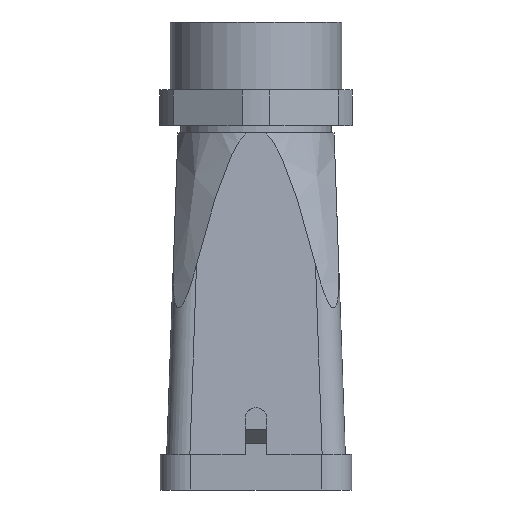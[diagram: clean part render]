
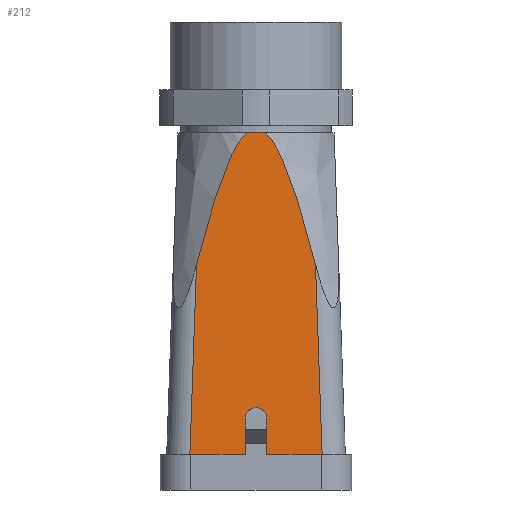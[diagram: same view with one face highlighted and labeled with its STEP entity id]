
A CAD part, front view. The second image highlights one B-rep face of the part: STEP entity #212.
In plain terms, the highlighted planar face has unit normal (0, -0.999, 0.035).
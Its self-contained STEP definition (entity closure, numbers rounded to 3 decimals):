
#212 = ADVANCED_FACE( '', ( #512 ), #513, .T. );
#512 = FACE_OUTER_BOUND( '', #915, .T. );
#513 = PLANE( '', #916 );
#915 = EDGE_LOOP( '', ( #1483, #1484, #1485, #1486, #1487, #1488, #1489, #1490, #1491, #1492 ) );
#916 = AXIS2_PLACEMENT_3D( '', #1493, #1494, #1495 );
#1483 = ORIENTED_EDGE( '', *, *, #2575, .F. );
#1484 = ORIENTED_EDGE( '', *, *, #2530, .T. );
#1485 = ORIENTED_EDGE( '', *, *, #2585, .T. );
#1486 = ORIENTED_EDGE( '', *, *, #2586, .F. );
#1487 = ORIENTED_EDGE( '', *, *, #2587, .F. );
#1488 = ORIENTED_EDGE( '', *, *, #2463, .F. );
#1489 = ORIENTED_EDGE( '', *, *, #2588, .T. );
#1490 = ORIENTED_EDGE( '', *, *, #2589, .T. );
#1491 = ORIENTED_EDGE( '', *, *, #2590, .F. );
#1492 = ORIENTED_EDGE( '', *, *, #2568, .F. );
#1493 = CARTESIAN_POINT( '', ( 0., -12.5, 5. ) );
#1494 = DIRECTION( '', ( 0., -0.999, 0.035 ) );
#1495 = DIRECTION( '', ( 0., -0.035, -0.999 ) );
#2463 = EDGE_CURVE( '', #2931, #2933, #2934, .T. );
#2530 = EDGE_CURVE( '', #3049, #3050, #3051, .F. );
#2568 = EDGE_CURVE( '', #3113, #3115, #3116, .T. );
#2575 = EDGE_CURVE( '', #3049, #3113, #3125, .T. );
#2585 = EDGE_CURVE( '', #3050, #3139, #3140, .T. );
#2586 = EDGE_CURVE( '', #3141, #3139, #3142, .T. );
#2587 = EDGE_CURVE( '', #2933, #3141, #3143, .F. );
#2588 = EDGE_CURVE( '', #2931, #3144, #3145, .F. );
#2589 = EDGE_CURVE( '', #3144, #3146, #3147, .F. );
#2590 = EDGE_CURVE( '', #3115, #3146, #3148, .T. );
#2931 = VERTEX_POINT( '', #3639 );
#2933 = VERTEX_POINT( '', #3674 );
#2934 = B_SPLINE_CURVE_WITH_KNOTS( '', 3, ( #3675, #3676, #3677, #3678, #3679, #3680, #3681, #3682, #3683, #3684, #3685, #3686, #3687, #3688, #3689, #3690 ), .UNSPECIFIED., .F., .F., ( 4, 2, 2, 2, 2, 2, 2, 4 ), ( 0.004, 0.009, 0.014, 0.016, 0.019, 0.021, 0.023, 0.024 ), .UNSPECIFIED. );
#3049 = VERTEX_POINT( '', #3911 );
#3050 = VERTEX_POINT( '', #3912 );
#3051 = LINE( '', #3913, #3914 );
#3113 = VERTEX_POINT( '', #4044 );
#3115 = VERTEX_POINT( '', #4047 );
#3116 = ELLIPSE( '', #4048, 1.501, 1.5 );
#3125 = LINE( '', #4061, #4062 );
#3139 = VERTEX_POINT( '', #4083 );
#3140 = LINE( '', #4084, #4085 );
#3141 = VERTEX_POINT( '', #4086 );
#3142 = B_SPLINE_CURVE_WITH_KNOTS( '', 3, ( #4087, #4088, #4089, #4090, #4091, #4092, #4093, #4094, #4095, #4096, #4097, #4098, #4099, #4100, #4101, #4102, #4103, #4104, #4105, #4106 ), .UNSPECIFIED., .F., .F., ( 4, 2, 2, 2, 2, 2, 2, 2, 2, 4 ), ( 0., 0.001, 0.001, 0.002, 0.004, 0.005, 0.007, 0.01, 0.015, 0.02 ), .UNSPECIFIED. );
#3143 = LINE( '', #4107, #4108 );
#3144 = VERTEX_POINT( '', #4109 );
#3145 = LINE( '', #4110, #4111 );
#3146 = VERTEX_POINT( '', #4112 );
#3147 = LINE( '', #4113, #4114 );
#3148 = LINE( '', #4115, #4116 );
#3639 = CARTESIAN_POINT( '', ( -8.326, -11.574, 31.528 ) );
#3674 = CARTESIAN_POINT( '', ( -1.252, -10.929, 50. ) );
#3675 = CARTESIAN_POINT( '', ( -8.326, -11.574, 31.528 ) );
#3676 = CARTESIAN_POINT( '', ( -7.917, -11.517, 33.14 ) );
#3677 = CARTESIAN_POINT( '', ( -7.494, -11.461, 34.748 ) );
#3678 = CARTESIAN_POINT( '', ( -6.601, -11.349, 37.951 ) );
#3679 = CARTESIAN_POINT( '', ( -6.131, -11.294, 39.548 ) );
#3680 = CARTESIAN_POINT( '', ( -5.361, -11.211, 41.921 ) );
#3681 = CARTESIAN_POINT( '', ( -5.093, -11.183, 42.708 ) );
#3682 = CARTESIAN_POINT( '', ( -4.524, -11.129, 44.269 ) );
#3683 = CARTESIAN_POINT( '', ( -4.223, -11.102, 45.044 ) );
#3684 = CARTESIAN_POINT( '', ( -3.562, -11.048, 46.573 ) );
#3685 = CARTESIAN_POINT( '', ( -3.205, -11.022, 47.325 ) );
#3686 = CARTESIAN_POINT( '', ( -2.581, -10.984, 48.403 ) );
#3687 = CARTESIAN_POINT( '', ( -2.357, -10.972, 48.754 ) );
#3688 = CARTESIAN_POINT( '', ( -1.853, -10.949, 49.423 ) );
#3689 = CARTESIAN_POINT( '', ( -1.58, -10.938, 49.736 ) );
#3690 = CARTESIAN_POINT( '', ( -1.252, -10.929, 50. ) );
#3911 = CARTESIAN_POINT( '', ( 1.5, -12.5, 5. ) );
#3912 = CARTESIAN_POINT( '', ( 9.252, -12.5, 5. ) );
#3913 = CARTESIAN_POINT( '', ( 0., -12.5, 5. ) );
#3914 = VECTOR( '', #4964, 1000. );
#4044 = CARTESIAN_POINT( '', ( 1.5, -12.325, 10. ) );
#4047 = CARTESIAN_POINT( '', ( -1.5, -12.325, 10. ) );
#4048 = AXIS2_PLACEMENT_3D( '', #5003, #5004, #5005 );
#4061 = CARTESIAN_POINT( '', ( 1.5, -12.248, 12.203 ) );
#4062 = VECTOR( '', #5010, 1000. );
#4083 = CARTESIAN_POINT( '', ( 8.326, -11.574, 31.528 ) );
#4084 = CARTESIAN_POINT( '', ( 9.241, -12.489, 5.322 ) );
#4085 = VECTOR( '', #5018, 1000. );
#4086 = CARTESIAN_POINT( '', ( 1.252, -10.929, 50. ) );
#4087 = CARTESIAN_POINT( '', ( 1.252, -10.929, 50. ) );
#4088 = CARTESIAN_POINT( '', ( 1.418, -10.933, 49.866 ) );
#4089 = CARTESIAN_POINT( '', ( 1.569, -10.938, 49.72 ) );
#4090 = CARTESIAN_POINT( '', ( 1.851, -10.949, 49.413 ) );
#4091 = CARTESIAN_POINT( '', ( 1.982, -10.955, 49.252 ) );
#4092 = CARTESIAN_POINT( '', ( 2.357, -10.972, 48.754 ) );
#4093 = CARTESIAN_POINT( '', ( 2.581, -10.984, 48.402 ) );
#4094 = CARTESIAN_POINT( '', ( 3.001, -11.01, 47.678 ) );
#4095 = CARTESIAN_POINT( '', ( 3.195, -11.023, 47.306 ) );
#4096 = CARTESIAN_POINT( '', ( 3.561, -11.049, 46.557 ) );
#4097 = CARTESIAN_POINT( '', ( 3.733, -11.062, 46.179 ) );
#4098 = CARTESIAN_POINT( '', ( 4.227, -11.102, 45.035 ) );
#4099 = CARTESIAN_POINT( '', ( 4.527, -11.129, 44.261 ) );
#4100 = CARTESIAN_POINT( '', ( 5.095, -11.183, 42.703 ) );
#4101 = CARTESIAN_POINT( '', ( 5.362, -11.211, 41.917 ) );
#4102 = CARTESIAN_POINT( '', ( 6.131, -11.294, 39.548 ) );
#4103 = CARTESIAN_POINT( '', ( 6.601, -11.349, 37.952 ) );
#4104 = CARTESIAN_POINT( '', ( 7.494, -11.461, 34.748 ) );
#4105 = CARTESIAN_POINT( '', ( 7.917, -11.517, 33.14 ) );
#4106 = CARTESIAN_POINT( '', ( 8.326, -11.574, 31.528 ) );
#4107 = CARTESIAN_POINT( '', ( -12.5, -10.929, 50. ) );
#4108 = VECTOR( '', #5019, 1000. );
#4109 = CARTESIAN_POINT( '', ( -9.252, -12.5, 5. ) );
#4110 = CARTESIAN_POINT( '', ( -9.241, -12.489, 5.322 ) );
#4111 = VECTOR( '', #5020, 1000. );
#4112 = CARTESIAN_POINT( '', ( -1.5, -12.5, 5. ) );
#4113 = CARTESIAN_POINT( '', ( 0., -12.5, 5. ) );
#4114 = VECTOR( '', #5021, 1000. );
#4115 = CARTESIAN_POINT( '', ( -1.5, -12.423, 7.209 ) );
#4116 = VECTOR( '', #5022, 1000. );
#4964 = DIRECTION( '', ( -1., 0., 0. ) );
#5003 = CARTESIAN_POINT( '', ( 0., -12.325, 10. ) );
#5004 = DIRECTION( '', ( 0., -0.999, 0.035 ) );
#5005 = DIRECTION( '', ( 0., -0.035, -0.999 ) );
#5010 = DIRECTION( '', ( 0., 0.035, 0.999 ) );
#5018 = DIRECTION( '', ( -0.035, 0.035, 0.999 ) );
#5019 = DIRECTION( '', ( -1., 0., 0. ) );
#5020 = DIRECTION( '', ( 0.035, 0.035, 0.999 ) );
#5021 = DIRECTION( '', ( -1., 0., 0. ) );
#5022 = DIRECTION( '', ( 0., -0.035, -0.999 ) );
